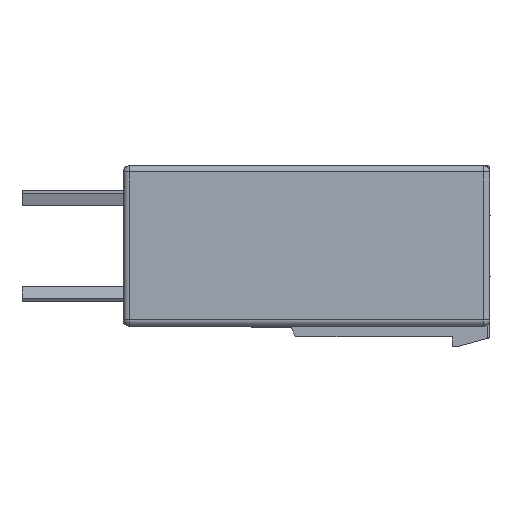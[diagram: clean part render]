
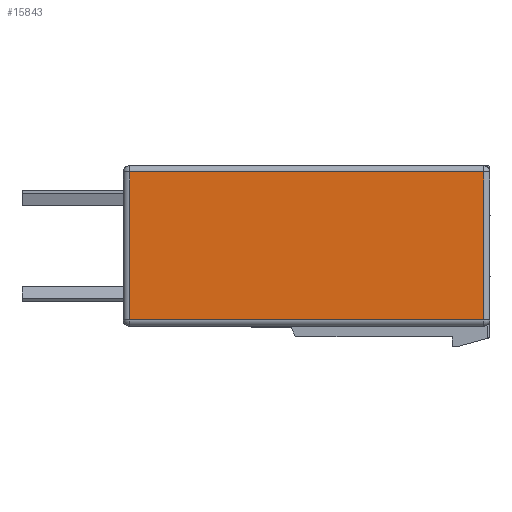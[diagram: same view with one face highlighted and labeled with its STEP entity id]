
A CAD part, front view. The second image highlights one B-rep face of the part: STEP entity #15843.
In plain terms, the highlighted planar face has unit normal (0, -1, 0).
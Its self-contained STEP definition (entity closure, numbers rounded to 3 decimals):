
#1667=DIRECTION('',(0.,0.,1.));
#1668=VECTOR('',#1667,11.7);
#1669=CARTESIAN_POINT('',(-10.65,-7.62,-5.244));
#1670=LINE('',#1669,#1668);
#1671=DIRECTION('',(1.,0.,0.));
#1672=VECTOR('',#1671,28.);
#1673=CARTESIAN_POINT('',(-10.65,-7.62,6.456));
#1674=LINE('',#1673,#1672);
#1675=DIRECTION('',(0.,0.,-1.));
#1676=VECTOR('',#1675,11.7);
#1677=CARTESIAN_POINT('',(17.35,-7.62,6.456));
#1678=LINE('',#1677,#1676);
#1679=DIRECTION('',(1.,0.,0.));
#1680=VECTOR('',#1679,28.);
#1681=CARTESIAN_POINT('',(-10.65,-7.62,-5.244));
#1682=LINE('',#1681,#1680);
#13345=CARTESIAN_POINT('',(-10.65,-7.62,-5.244));
#13346=CARTESIAN_POINT('',(-10.65,-7.62,6.456));
#13347=VERTEX_POINT('',#13345);
#13348=VERTEX_POINT('',#13346);
#13351=CARTESIAN_POINT('',(17.35,-7.62,6.456));
#13352=VERTEX_POINT('',#13351);
#13353=CARTESIAN_POINT('',(17.35,-7.62,-5.244));
#13354=VERTEX_POINT('',#13353);
#15830=CARTESIAN_POINT('',(17.85,-7.62,-5.744));
#15831=DIRECTION('',(0.,1.,0.));
#15832=DIRECTION('',(0.,0.,1.));
#15833=AXIS2_PLACEMENT_3D('',#15830,#15831,#15832);
#15834=PLANE('',#15833);
#15836=ORIENTED_EDGE('',*,*,#15835,.T.);
#15837=ORIENTED_EDGE('',*,*,#15796,.T.);
#15838=ORIENTED_EDGE('',*,*,#15820,.T.);
#15840=ORIENTED_EDGE('',*,*,#15839,.F.);
#15841=EDGE_LOOP('',(#15836,#15837,#15838,#15840));
#15842=FACE_OUTER_BOUND('',#15841,.F.);
#15843=ADVANCED_FACE('',(#15842),#15834,.F.);
#15796=EDGE_CURVE('',#13348,#13352,#1674,.T.);
#15820=EDGE_CURVE('',#13352,#13354,#1678,.T.);
#15835=EDGE_CURVE('',#13347,#13348,#1670,.T.);
#15839=EDGE_CURVE('',#13347,#13354,#1682,.T.);
